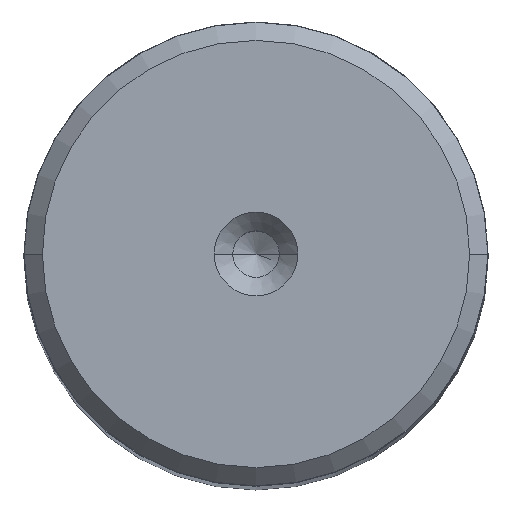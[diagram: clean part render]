
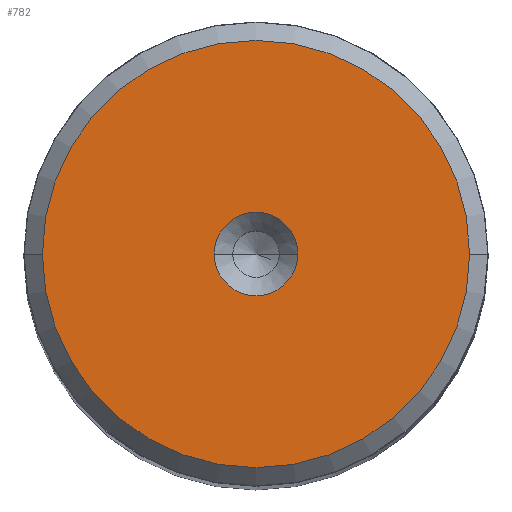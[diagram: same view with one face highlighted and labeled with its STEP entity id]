
A CAD part, top view. The second image highlights one B-rep face of the part: STEP entity #782.
In plain terms, the highlighted planar face has unit normal (0, 0, 1).
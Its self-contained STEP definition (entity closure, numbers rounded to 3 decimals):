
#36 = FACE_BOUND ( 'NONE', #487, .T. ) ;
#90 = DIRECTION ( 'NONE',  ( 1., 0., 0. ) ) ;
#250 = FACE_OUTER_BOUND ( 'NONE', #316, .T. ) ;
#316 = EDGE_LOOP ( 'NONE', ( #420, #370 ) ) ;
#350 = VERTEX_POINT ( 'NONE', #1730 ) ;
#370 = ORIENTED_EDGE ( 'NONE', *, *, #1457, .T. ) ;
#420 = ORIENTED_EDGE ( 'NONE', *, *, #1837, .T. ) ;
#481 = DIRECTION ( 'NONE',  ( 0., 0., 1. ) ) ;
#487 = EDGE_LOOP ( 'NONE', ( #2442, #2363 ) ) ;
#579 = CIRCLE ( 'NONE', #662, 11.509 ) ;
#613 = CIRCLE ( 'NONE', #2436, 11.509 ) ;
#644 = CARTESIAN_POINT ( 'NONE',  ( 0., 0., 120. ) ) ;
#662 = AXIS2_PLACEMENT_3D ( 'NONE', #644, #2145, #90 ) ;
#674 = DIRECTION ( 'NONE',  ( 1., 0., 0. ) ) ;
#683 = DIRECTION ( 'NONE',  ( 0., 0., 1. ) ) ;
#782 = ADVANCED_FACE ( 'NONE', ( #36, #250 ), #870, .T. ) ;
#834 = CARTESIAN_POINT ( 'NONE',  ( 0., 0., 120. ) ) ;
#862 = CARTESIAN_POINT ( 'NONE',  ( 0., 0., 120. ) ) ;
#870 = PLANE ( 'NONE',  #1643 ) ;
#1010 = DIRECTION ( 'NONE',  ( 0., 0., 1. ) ) ;
#1242 = CARTESIAN_POINT ( 'NONE',  ( -2.25, 0., 120. ) ) ;
#1251 = AXIS2_PLACEMENT_3D ( 'NONE', #1623, #683, #2025 ) ;
#1259 = EDGE_CURVE ( 'NONE', #1900, #350, #1613, .T. ) ;
#1349 = CIRCLE ( 'NONE', #1251, 2.25 ) ;
#1457 = EDGE_CURVE ( 'NONE', #1874, #1904, #613, .T. ) ;
#1607 = CARTESIAN_POINT ( 'NONE',  ( 11.509, 0., 120. ) ) ;
#1613 = CIRCLE ( 'NONE', #2289, 2.25 ) ;
#1617 = DIRECTION ( 'NONE',  ( 0., 0., 1. ) ) ;
#1623 = CARTESIAN_POINT ( 'NONE',  ( 0., 0., 120. ) ) ;
#1643 = AXIS2_PLACEMENT_3D ( 'NONE', #862, #481, #674 ) ;
#1730 = CARTESIAN_POINT ( 'NONE',  ( 2.25, 0., 120. ) ) ;
#1837 = EDGE_CURVE ( 'NONE', #1904, #1874, #579, .T. ) ;
#1874 = VERTEX_POINT ( 'NONE', #1607 ) ;
#1900 = VERTEX_POINT ( 'NONE', #1242 ) ;
#1904 = VERTEX_POINT ( 'NONE', #1989 ) ;
#1989 = CARTESIAN_POINT ( 'NONE',  ( -11.509, 0., 120. ) ) ;
#2003 = EDGE_CURVE ( 'NONE', #350, #1900, #1349, .T. ) ;
#2025 = DIRECTION ( 'NONE',  ( 1., 0., 0. ) ) ;
#2145 = DIRECTION ( 'NONE',  ( 0., 0., 1. ) ) ;
#2156 = DIRECTION ( 'NONE',  ( 1., 0., 0. ) ) ;
#2206 = DIRECTION ( 'NONE',  ( 1., 0., 0. ) ) ;
#2289 = AXIS2_PLACEMENT_3D ( 'NONE', #834, #1010, #2156 ) ;
#2363 = ORIENTED_EDGE ( 'NONE', *, *, #1259, .F. ) ;
#2402 = CARTESIAN_POINT ( 'NONE',  ( 0., 0., 120. ) ) ;
#2436 = AXIS2_PLACEMENT_3D ( 'NONE', #2402, #1617, #2206 ) ;
#2442 = ORIENTED_EDGE ( 'NONE', *, *, #2003, .F. ) ;
